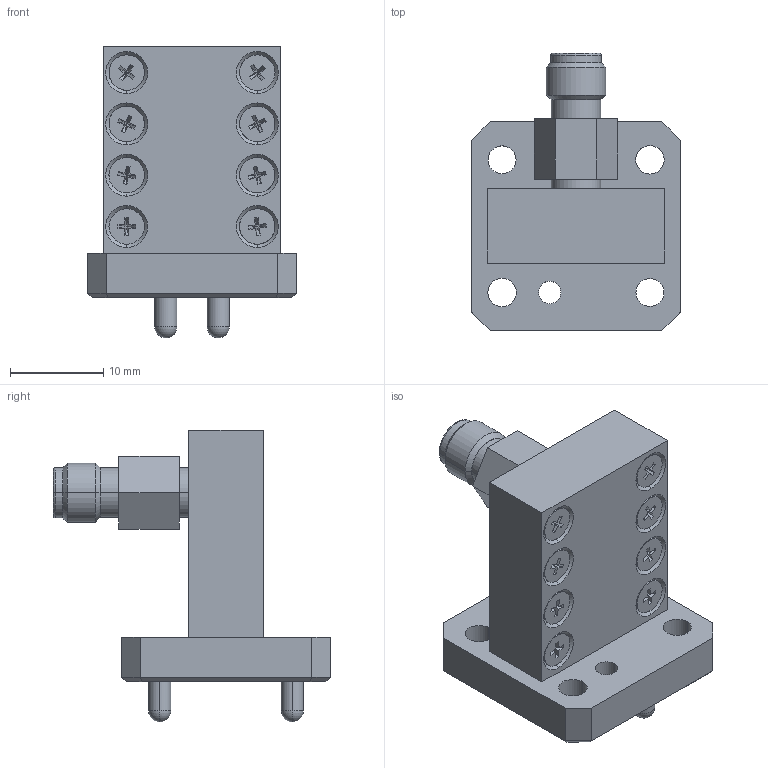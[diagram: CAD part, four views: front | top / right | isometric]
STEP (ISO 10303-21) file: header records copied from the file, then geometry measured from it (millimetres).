
FILE_DESCRIPTION (( 'STEP AP203' ), '1' );
FILE_NAME ('SWC-180KF-R3-WRD.STEP', '2022-04-19T19:09:03', ( '' ), ( '' ), 'SwSTEP 2.0', 'SolidWorks 2021', '' );
FILE_SCHEMA (( 'CONFIG_CONTROL_DESIGN' ));
Length unit declared in the file: inch
Products named in the file (1): SWC-180KF-R3-WRD
Bounding box: 22.4 x 29.7 x 31.3 mm (x, y, z)
Volume: 6073.3 mm3; surface area: 3333.7 mm2
Topology: 1 solids, 1 shells, 267 faces, 698 edges, 456 vertices
Faces by surface type: plane 185, cylinder 52, cone 24, sphere 4, torus 2
Entity records: 8231 total; most frequent: CARTESIAN_POINT 1462, ORIENTED_EDGE 1384, DIRECTION 1374, EDGE_CURVE 692, VECTOR 514, LINE 514, VERTEX_POINT 454, AXIS2_PLACEMENT_3D 430
